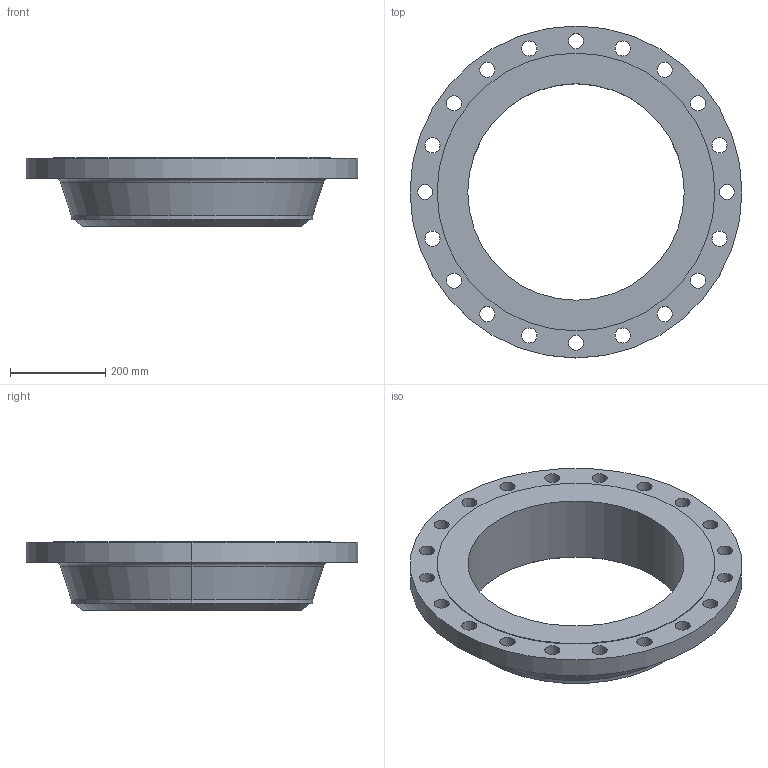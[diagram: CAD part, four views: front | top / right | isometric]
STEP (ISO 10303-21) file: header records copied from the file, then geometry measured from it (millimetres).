
FILE_DESCRIPTION (( 'STEP AP203' ), '1' );
FILE_NAME ('20_150_B165_RF_WNF_OB_S80.STEP', '2024-01-16T22:58:24', ( '' ), ( '' ), 'SwSTEP 2.0', 'SolidWorks 2023', '' );
FILE_SCHEMA (( 'CONFIG_CONTROL_DESIGN' ));
Length unit declared in the file: inch
Products named in the file (1): 20_150_B165_RF_WNF_OB_S80
Bounding box: 698.5 x 698.5 x 144.46 mm (x, y, z)
Volume: 13984357.5 mm3; surface area: 903012.4 mm2
Topology: 1 solids, 1 shells, 60 faces, 160 edges, 104 vertices
Faces by surface type: cylinder 48, cone 6, plane 4, torus 2
Entity records: 2089 total; most frequent: DIRECTION 388, CARTESIAN_POINT 325, ORIENTED_EDGE 320, AXIS2_PLACEMENT_3D 167, EDGE_CURVE 160, CIRCLE 106, EDGE_LOOP 104, VERTEX_POINT 104
